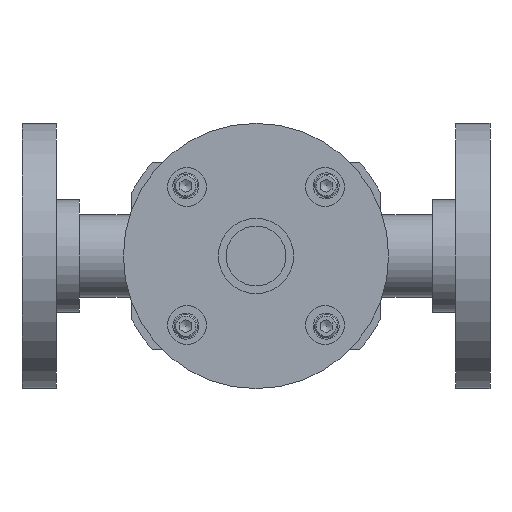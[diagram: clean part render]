
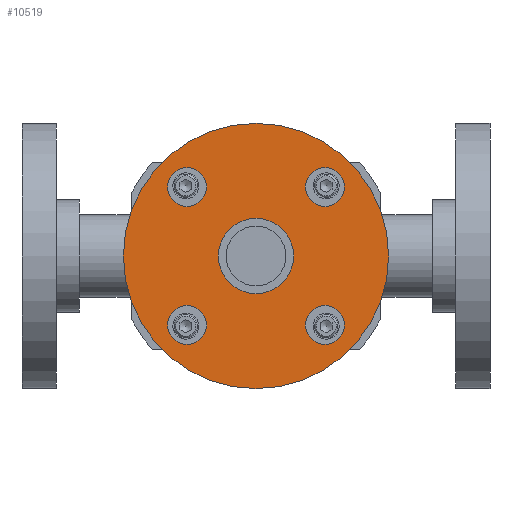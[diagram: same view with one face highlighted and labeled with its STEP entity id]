
A CAD part, front view. The second image highlights one B-rep face of the part: STEP entity #10519.
In plain terms, the highlighted planar face has unit normal (0, -1, 0).
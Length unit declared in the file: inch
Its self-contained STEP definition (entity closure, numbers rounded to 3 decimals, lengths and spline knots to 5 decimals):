
#10444=CARTESIAN_POINT('',(2.125,-1.75,0.));
#10445=VERTEX_POINT('',#10444);
#10446=CARTESIAN_POINT('',(0.,-1.75,0.));
#10447=DIRECTION('',(0.0,1.0,0.0));
#10448=DIRECTION('',(1.0,0.0,0.0));
#10449=AXIS2_PLACEMENT_3D('',#10446,#10447,#10448);
#10450=CIRCLE('',#10449,2.125);
#10451=EDGE_CURVE('',#10445,#10445,#10450,.T.);
#10456=CARTESIAN_POINT('',(1.36375,-1.75,0.));
#10457=DIRECTION('',(0.0,-1.0,0.0));
#10458=DIRECTION('',(0.0,0.0,1.0));
#10459=AXIS2_PLACEMENT_3D('',#10456,#10457,#10458);
#10460=PLANE('',#10459);
#10461=ORIENTED_EDGE('',*,*,#10451,.F.);
#10462=EDGE_LOOP('',(#10461));
#10463=FACE_OUTER_BOUND('',#10462,.T.);
#10464=CARTESIAN_POINT('',(1.10485,-1.75,0.79235));
#10465=VERTEX_POINT('',#10464);
#10466=CARTESIAN_POINT('',(1.10485,-1.75,1.10485));
#10467=DIRECTION('',(0.0,1.0,0.0));
#10468=DIRECTION('',(0.0,0.0,1.0));
#10469=AXIS2_PLACEMENT_3D('',#10466,#10467,#10468);
#10470=CIRCLE('',#10469,0.3125);
#10471=EDGE_CURVE('',#10465,#10465,#10470,.T.);
#10472=ORIENTED_EDGE('',*,*,#10471,.T.);
#10473=EDGE_LOOP('',(#10472));
#10474=FACE_BOUND('',#10473,.T.);
#10475=CARTESIAN_POINT('',(-0.79235,-1.75,1.10485));
#10476=VERTEX_POINT('',#10475);
#10477=CARTESIAN_POINT('',(-1.10485,-1.75,1.10485));
#10478=DIRECTION('',(0.0,1.0,0.0));
#10479=DIRECTION('',(-1.0,0.0,0.0));
#10480=AXIS2_PLACEMENT_3D('',#10477,#10478,#10479);
#10481=CIRCLE('',#10480,0.3125);
#10482=EDGE_CURVE('',#10476,#10476,#10481,.T.);
#10483=ORIENTED_EDGE('',*,*,#10482,.T.);
#10484=EDGE_LOOP('',(#10483));
#10485=FACE_BOUND('',#10484,.T.);
#10486=CARTESIAN_POINT('',(-1.10485,-1.75,-0.79235));
#10487=VERTEX_POINT('',#10486);
#10488=CARTESIAN_POINT('',(-1.10485,-1.75,-1.10485));
#10489=DIRECTION('',(0.0,1.0,0.0));
#10490=DIRECTION('',(0.0,0.0,-1.0));
#10491=AXIS2_PLACEMENT_3D('',#10488,#10489,#10490);
#10492=CIRCLE('',#10491,0.3125);
#10493=EDGE_CURVE('',#10487,#10487,#10492,.T.);
#10494=ORIENTED_EDGE('',*,*,#10493,.T.);
#10495=EDGE_LOOP('',(#10494));
#10496=FACE_BOUND('',#10495,.T.);
#10497=CARTESIAN_POINT('',(0.79235,-1.75,-1.10485));
#10498=VERTEX_POINT('',#10497);
#10499=CARTESIAN_POINT('',(1.10485,-1.75,-1.10485));
#10500=DIRECTION('',(0.0,1.0,0.0));
#10501=DIRECTION('',(1.0,0.0,0.0));
#10502=AXIS2_PLACEMENT_3D('',#10499,#10500,#10501);
#10503=CIRCLE('',#10502,0.3125);
#10504=EDGE_CURVE('',#10498,#10498,#10503,.T.);
#10505=ORIENTED_EDGE('',*,*,#10504,.T.);
#10506=EDGE_LOOP('',(#10505));
#10507=FACE_BOUND('',#10506,.T.);
#10508=CARTESIAN_POINT('',(0.6025,-1.75,0.));
#10509=VERTEX_POINT('',#10508);
#10510=CARTESIAN_POINT('',(0.,-1.75,0.));
#10511=DIRECTION('',(0.0,1.0,0.0));
#10512=DIRECTION('',(1.0,0.0,0.0));
#10513=AXIS2_PLACEMENT_3D('',#10510,#10511,#10512);
#10514=CIRCLE('',#10513,0.6025);
#10515=EDGE_CURVE('',#10509,#10509,#10514,.T.);
#10516=ORIENTED_EDGE('',*,*,#10515,.T.);
#10517=EDGE_LOOP('',(#10516));
#10518=FACE_BOUND('',#10517,.T.);
#10519=ADVANCED_FACE('',(#10463,#10474,#10485,#10496,#10507,#10518),#10460,.T.);
